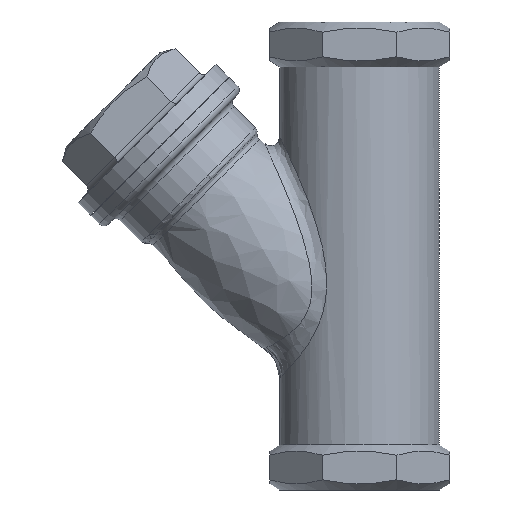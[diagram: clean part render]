
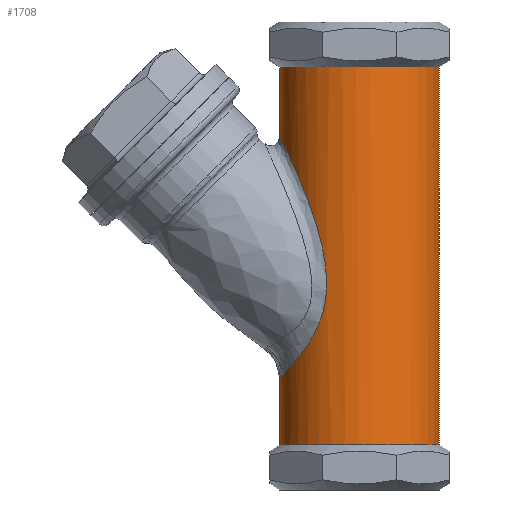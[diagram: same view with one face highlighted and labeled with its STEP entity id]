
A CAD part, front view. The second image highlights one B-rep face of the part: STEP entity #1708.
In plain terms, the highlighted cylindrical face has radius 13.3 mm (diameter 26.6 mm), a full revolution.
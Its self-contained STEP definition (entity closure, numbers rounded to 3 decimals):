
#1616=CARTESIAN_POINT('',(-9.965,8.809,27.406));
#1617=VERTEX_POINT('',#1616);
#1641=CARTESIAN_POINT('',(-9.965,8.807,27.406));
#1642=CARTESIAN_POINT('',(-8.954,9.951,25.071));
#1643=CARTESIAN_POINT('',(-7.427,11.102,21.262));
#1644=CARTESIAN_POINT('',(-6.146,11.802,16.509));
#1645=CARTESIAN_POINT('',(-5.651,12.042,13.661));
#1646=CARTESIAN_POINT('',(-5.369,12.167,10.777));
#1647=CARTESIAN_POINT('',(-5.527,12.103,7.074));
#1648=CARTESIAN_POINT('',(-6.805,11.48,3.02));
#1649=CARTESIAN_POINT('',(-8.659,10.196,-0.132));
#1650=CARTESIAN_POINT('',(-11.129,7.681,-3.315));
#1651=CARTESIAN_POINT('',(-12.495,4.99,-4.675));
#1652=CARTESIAN_POINT('',(-13.307,1.508,-5.446));
#1653=CARTESIAN_POINT('',(-13.479,-1.726,-5.55));
#1654=CARTESIAN_POINT('',(-12.027,-6.287,-4.023));
#1655=CARTESIAN_POINT('',(-9.741,-9.232,-1.437));
#1656=CARTESIAN_POINT('',(-7.757,-10.851,1.521));
#1657=CARTESIAN_POINT('',(-6.435,-11.663,4.277));
#1658=CARTESIAN_POINT('',(-5.602,-12.065,7.498));
#1659=CARTESIAN_POINT('',(-5.418,-12.146,10.932));
#1660=CARTESIAN_POINT('',(-5.758,-11.994,14.358));
#1661=CARTESIAN_POINT('',(-6.675,-11.53,18.729));
#1662=CARTESIAN_POINT('',(-8.363,-10.467,23.855));
#1663=CARTESIAN_POINT('',(-10.345,-8.534,28.588));
#1664=CARTESIAN_POINT('',(-11.842,-6.192,31.869));
#1665=CARTESIAN_POINT('',(-12.807,-3.917,33.91));
#1666=CARTESIAN_POINT('',(-13.384,-1.006,35.072));
#1667=CARTESIAN_POINT('',(-13.293,1.095,34.814));
#1668=CARTESIAN_POINT('',(-12.835,3.964,33.732));
#1669=CARTESIAN_POINT('',(-11.764,6.526,31.433));
#1670=CARTESIAN_POINT('',(-10.48,8.225,28.595));
#1671=CARTESIAN_POINT('',(-9.965,8.807,27.406));
#1672=B_SPLINE_CURVE_WITH_KNOTS('',3,(#1641,#1642,#1643,#1644,#1645,#1646,#1647,#1648,#1649,#1650,#1651,#1652,#1653,#1654,#1655,#1656,#1657,#1658,#1659,#1660,#1661,#1662,#1663,#1664,#1665,#1666,#1667,#1668,#1669,#1670,#1671),.UNSPECIFIED.,.T.,.U.,(4,1,1,1,1,1,1,1,1,2,1,1,1,1,1,1,1,1,1,1,1,1,1,1,2,1,4),(-12.328,-11.45,-11.011,-10.792,-10.572,-10.133,-9.694,-9.255,-8.816,-7.938,-7.256,-6.574,-5.892,-5.551,-5.21,-4.869,-4.528,-4.187,-3.846,-3.164,-2.482,-2.141,-1.8,-1.459,-1.118,-0.447,0.0),.UNSPECIFIED.);
#1673=EDGE_CURVE('',#1617,#1617,#1672,.T.);
#1678=CARTESIAN_POINT('',(0.,0.0,15.0));
#1679=DIRECTION('',(0.,0.0,1.0));
#1680=DIRECTION('',(1.0,0.0,0.0));
#1681=AXIS2_PLACEMENT_3D('',#1678,#1679,#1680);
#1682=CYLINDRICAL_SURFACE('',#1681,13.3);
#1683=CARTESIAN_POINT('',(-13.3,0.,-16.5));
#1684=VERTEX_POINT('',#1683);
#1685=CARTESIAN_POINT('',(0.,0.0,-16.5));
#1686=DIRECTION('',(0.0,0.0,1.0));
#1687=DIRECTION('',(1.0,0.0,0.0));
#1688=AXIS2_PLACEMENT_3D('',#1685,#1686,#1687);
#1689=CIRCLE('',#1688,13.3);
#1690=EDGE_CURVE('',#1684,#1684,#1689,.T.);
#1691=ORIENTED_EDGE('',*,*,#1690,.T.);
#1692=EDGE_LOOP('',(#1691));
#1693=FACE_OUTER_BOUND('',#1692,.T.);
#1694=CARTESIAN_POINT('',(-12.288,5.09,46.5));
#1695=VERTEX_POINT('',#1694);
#1696=CARTESIAN_POINT('',(0.,0.0,46.5));
#1697=DIRECTION('',(0.0,0.0,-1.0));
#1698=DIRECTION('',(1.0,0.0,0.0));
#1699=AXIS2_PLACEMENT_3D('',#1696,#1697,#1698);
#1700=CIRCLE('',#1699,13.3);
#1701=EDGE_CURVE('',#1695,#1695,#1700,.T.);
#1702=ORIENTED_EDGE('',*,*,#1701,.T.);
#1703=EDGE_LOOP('',(#1702));
#1704=FACE_BOUND('',#1703,.T.);
#1705=ORIENTED_EDGE('',*,*,#1673,.F.);
#1706=EDGE_LOOP('',(#1705));
#1707=FACE_BOUND('',#1706,.T.);
#1708=ADVANCED_FACE('',(#1693,#1704,#1707),#1682,.T.);
